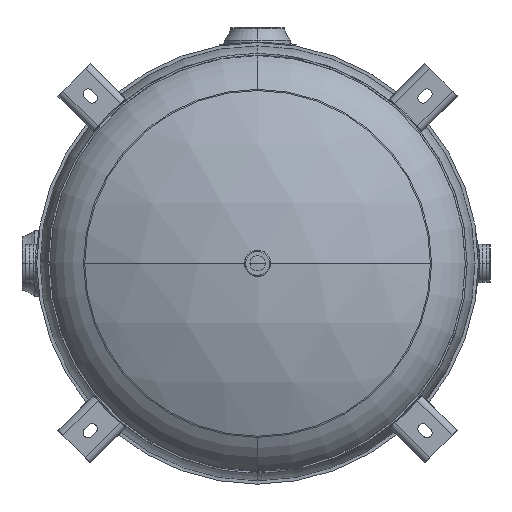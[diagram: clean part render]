
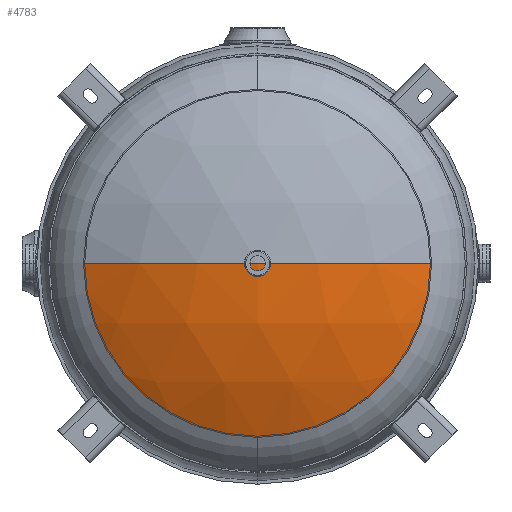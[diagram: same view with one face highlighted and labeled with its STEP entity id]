
A CAD part, left-side view. The second image highlights one B-rep face of the part: STEP entity #4783.
In plain terms, the highlighted spherical face has radius 548.64 mm.
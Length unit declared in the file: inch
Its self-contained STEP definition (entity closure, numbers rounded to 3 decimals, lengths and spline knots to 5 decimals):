
#3 = CIRCLE ( 'NONE', #2469, 21.6 ) ;
#159 = EDGE_CURVE ( 'NONE', #11361, #8004, #2208, .T. ) ;
#891 = CARTESIAN_POINT ( 'NONE',  ( 0., -14.58517, 0. ) ) ;
#1189 = AXIS2_PLACEMENT_3D ( 'NONE', #11243, #3097, #5114 ) ;
#1494 = CIRCLE ( 'NONE', #12146, 9.6 ) ;
#1508 = AXIS2_PLACEMENT_3D ( 'NONE', #5672, #10709, #11556 ) ;
#1581 = EDGE_CURVE ( 'NONE', #4744, #8004, #3, .T. ) ;
#2208 = CIRCLE ( 'NONE', #1189, 9.6 ) ;
#2469 = AXIS2_PLACEMENT_3D ( 'NONE', #891, #7414, #2518 ) ;
#2518 = DIRECTION ( 'NONE',  ( 1., 0., 0. ) ) ;
#3097 = DIRECTION ( 'NONE',  ( 0., -1., 0. ) ) ;
#3678 = ORIENTED_EDGE ( 'NONE', *, *, #6199, .F. ) ;
#3949 = CARTESIAN_POINT ( 'NONE',  ( 0., 4.76425, 0. ) ) ;
#4247 = DIRECTION ( 'NONE',  ( 0., 0., -1. ) ) ;
#4564 = EDGE_CURVE ( 'NONE', #9053, #11361, #1494, .T. ) ;
#4744 = VERTEX_POINT ( 'NONE', #12353 ) ;
#4783 = ADVANCED_FACE ( 'NONE', ( #12287 ), #12476, .T. ) ;
#5114 = DIRECTION ( 'NONE',  ( 0., 0., -1. ) ) ;
#5556 = ORIENTED_EDGE ( 'NONE', *, *, #1581, .T. ) ;
#5672 = CARTESIAN_POINT ( 'NONE',  ( 0., -14.58517, 0. ) ) ;
#6199 = EDGE_CURVE ( 'NONE', #4744, #9053, #11129, .T. ) ;
#6354 = CARTESIAN_POINT ( 'NONE',  ( 0., 4.76425, 9.6 ) ) ;
#7205 = EDGE_LOOP ( 'NONE', ( #3678, #5556, #9244, #9788 ) ) ;
#7414 = DIRECTION ( 'NONE',  ( 0., 0., 1. ) ) ;
#7918 = DIRECTION ( 'NONE',  ( 0., 0., -1. ) ) ;
#8004 = VERTEX_POINT ( 'NONE', #11976 ) ;
#9053 = VERTEX_POINT ( 'NONE', #11948 ) ;
#9244 = ORIENTED_EDGE ( 'NONE', *, *, #159, .F. ) ;
#9788 = ORIENTED_EDGE ( 'NONE', *, *, #4564, .F. ) ;
#9872 = AXIS2_PLACEMENT_3D ( 'NONE', #11286, #4247, #12087 ) ;
#9883 = DIRECTION ( 'NONE',  ( 0., -1., 0. ) ) ;
#10709 = DIRECTION ( 'NONE',  ( 0., 0., 1. ) ) ;
#11129 = CIRCLE ( 'NONE', #9872, 21.6 ) ;
#11243 = CARTESIAN_POINT ( 'NONE',  ( 0., 4.76425, 0. ) ) ;
#11286 = CARTESIAN_POINT ( 'NONE',  ( 0., -14.58517, 0. ) ) ;
#11361 = VERTEX_POINT ( 'NONE', #6354 ) ;
#11556 = DIRECTION ( 'NONE',  ( 1., 0., 0. ) ) ;
#11948 = CARTESIAN_POINT ( 'NONE',  ( 9.6, 4.76425, 0. ) ) ;
#11976 = CARTESIAN_POINT ( 'NONE',  ( -9.6, 4.76425, 0. ) ) ;
#12087 = DIRECTION ( 'NONE',  ( -1., 0., 0. ) ) ;
#12146 = AXIS2_PLACEMENT_3D ( 'NONE', #3949, #9883, #7918 ) ;
#12287 = FACE_OUTER_BOUND ( 'NONE', #7205, .T. ) ;
#12353 = CARTESIAN_POINT ( 'NONE',  ( 0., 7.01483, 0. ) ) ;
#12476 = SPHERICAL_SURFACE ( 'NONE', #1508, 21.6 ) ;
